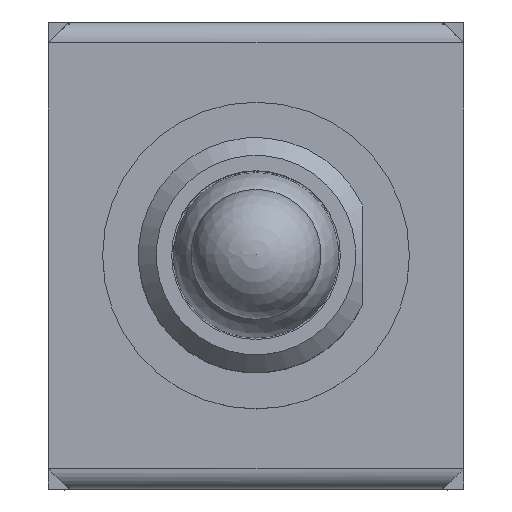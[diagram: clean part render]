
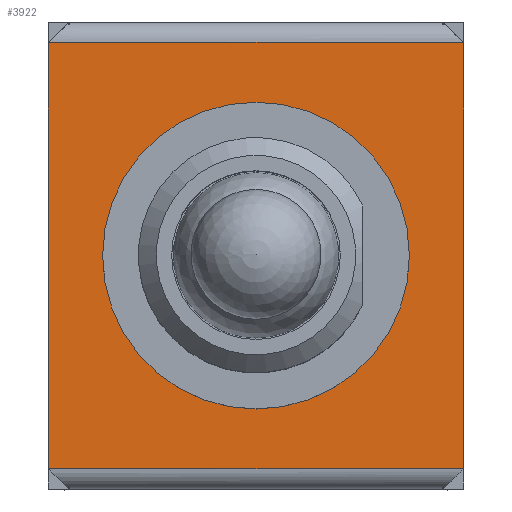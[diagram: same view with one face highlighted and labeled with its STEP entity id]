
A CAD part, top view. The second image highlights one B-rep face of the part: STEP entity #3922.
In plain terms, the highlighted planar face has unit normal (0, 0, 1).
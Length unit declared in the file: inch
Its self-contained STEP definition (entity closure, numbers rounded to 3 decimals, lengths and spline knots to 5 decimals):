
#192=FACE_BOUND('',#599,.T.);
#206=CIRCLE('',#4067,0.11811);
#372=FACE_OUTER_BOUND('',#598,.T.);
#598=EDGE_LOOP('',(#3101,#3102,#3103,#3104,#3105,#3106,#3107,#3108));
#599=EDGE_LOOP('',(#3109));
#873=LINE('',#7203,#1288);
#877=LINE('',#7212,#1292);
#904=LINE('',#7271,#1319);
#906=LINE('',#7277,#1321);
#909=LINE('',#7282,#1324);
#910=LINE('',#7284,#1325);
#911=LINE('',#7286,#1326);
#912=LINE('',#7287,#1327);
#1288=VECTOR('',#4761,0.3937);
#1292=VECTOR('',#4769,0.3937);
#1319=VECTOR('',#4808,0.3937);
#1321=VECTOR('',#4814,0.3937);
#1324=VECTOR('',#4819,0.3937);
#1325=VECTOR('',#4820,0.3937);
#1326=VECTOR('',#4821,0.3937);
#1327=VECTOR('',#4822,0.3937);
#1555=VERTEX_POINT('',#5346);
#1747=VERTEX_POINT('',#7200);
#1748=VERTEX_POINT('',#7202);
#1751=VERTEX_POINT('',#7210);
#1776=VERTEX_POINT('',#7268);
#1777=VERTEX_POINT('',#7270);
#1779=VERTEX_POINT('',#7276);
#1781=VERTEX_POINT('',#7283);
#1782=VERTEX_POINT('',#7285);
#1945=EDGE_CURVE('',#1555,#1555,#206,.T.);
#2219=EDGE_CURVE('',#1747,#1748,#873,.T.);
#2224=EDGE_CURVE('',#1751,#1747,#877,.T.);
#2254=EDGE_CURVE('',#1776,#1777,#904,.T.);
#2257=EDGE_CURVE('',#1777,#1779,#906,.T.);
#2260=EDGE_CURVE('',#1779,#1751,#909,.T.);
#2261=EDGE_CURVE('',#1781,#1776,#910,.T.);
#2262=EDGE_CURVE('',#1782,#1781,#911,.T.);
#2263=EDGE_CURVE('',#1748,#1782,#912,.T.);
#3101=ORIENTED_EDGE('',*,*,#2219,.F.);
#3102=ORIENTED_EDGE('',*,*,#2224,.F.);
#3103=ORIENTED_EDGE('',*,*,#2260,.F.);
#3104=ORIENTED_EDGE('',*,*,#2257,.F.);
#3105=ORIENTED_EDGE('',*,*,#2254,.F.);
#3106=ORIENTED_EDGE('',*,*,#2261,.F.);
#3107=ORIENTED_EDGE('',*,*,#2262,.F.);
#3108=ORIENTED_EDGE('',*,*,#2263,.F.);
#3109=ORIENTED_EDGE('',*,*,#1945,.T.);
#3724=PLANE('',#4194);
#3922=ADVANCED_FACE('',(#372,#192),#3724,.T.);
#4067=AXIS2_PLACEMENT_3D('',#5348,#4381,#4382);
#4194=AXIS2_PLACEMENT_3D('',#7281,#4817,#4818);
#4381=DIRECTION('center_axis',(0.,0.,
-1.));
#4382=DIRECTION('ref_axis',(-1.,0.,0.));
#4761=DIRECTION('',(1.,0.,0.));
#4769=DIRECTION('',(0.707,0.707,0.));
#4808=DIRECTION('',(-1.,0.,0.));
#4814=DIRECTION('',(-0.707,0.707,0.));
#4817=DIRECTION('center_axis',(0.,0.,
1.));
#4818=DIRECTION('ref_axis',(1.,0.,0.));
#4819=DIRECTION('',(0.,1.,0.));
#4820=DIRECTION('',(-0.707,-0.707,0.));
#4821=DIRECTION('',(0.,-1.,0.));
#4822=DIRECTION('',(0.707,-0.707,0.));
#5346=CARTESIAN_POINT('',(0.11811,0.,0.28858));
#5348=CARTESIAN_POINT('Origin',(0.,0.,
0.28858));
#7200=CARTESIAN_POINT('',(-0.15965,0.16417,0.28858));
#7202=CARTESIAN_POINT('',(0.15965,0.16417,0.28858));
#7203=CARTESIAN_POINT('',(-0.08002,0.16417,0.28858));
#7210=CARTESIAN_POINT('',(-0.16004,0.16378,0.28858));
#7212=CARTESIAN_POINT('',(-0.15694,0.16688,0.28858));
#7268=CARTESIAN_POINT('',(0.15965,-0.16417,0.28858));
#7270=CARTESIAN_POINT('',(-0.15965,-0.16417,0.28858));
#7271=CARTESIAN_POINT('',(0.08002,-0.16417,0.28858));
#7276=CARTESIAN_POINT('',(-0.16004,-0.16378,0.28858));
#7277=CARTESIAN_POINT('',(-0.15694,-0.16688,0.28858));
#7281=CARTESIAN_POINT('Origin',(0.,0.,
0.28858));
#7282=CARTESIAN_POINT('',(-0.16004,-0.17992,0.28858));
#7283=CARTESIAN_POINT('',(0.16004,-0.16378,0.28858));
#7284=CARTESIAN_POINT('',(0.15694,-0.16688,0.28858));
#7285=CARTESIAN_POINT('',(0.16004,0.16378,0.28858));
#7286=CARTESIAN_POINT('',(0.16004,0.17992,0.28858));
#7287=CARTESIAN_POINT('',(0.15694,0.16688,0.28858));
